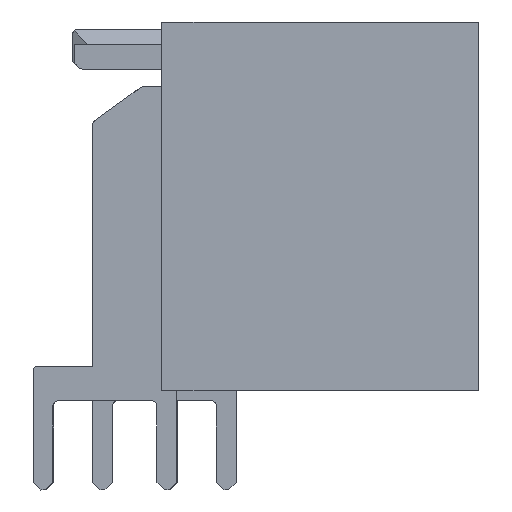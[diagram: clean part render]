
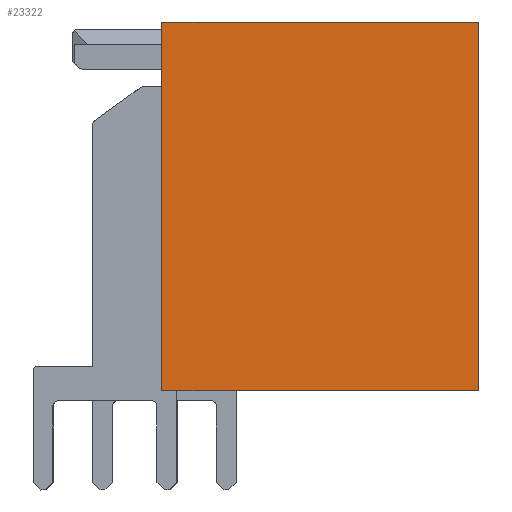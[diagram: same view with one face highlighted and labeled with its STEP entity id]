
A CAD part, left-side view. The second image highlights one B-rep face of the part: STEP entity #23322.
In plain terms, the highlighted face is planar.
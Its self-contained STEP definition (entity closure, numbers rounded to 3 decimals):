
#2644=ORIENTED_EDGE('',*,*,#6781,.F.);
#2645=ORIENTED_EDGE('',*,*,#6930,.F.);
#2646=ORIENTED_EDGE('',*,*,#6790,.F.);
#2647=ORIENTED_EDGE('',*,*,#6773,.F.);
#6773=EDGE_CURVE('',#8976,#8977,#10919,.T.);
#6781=EDGE_CURVE('',#8982,#8976,#10927,.T.);
#6790=EDGE_CURVE('',#8977,#8987,#10936,.T.);
#6930=EDGE_CURVE('',#8987,#8982,#11076,.T.);
#8976=VERTEX_POINT('',#32008);
#8977=VERTEX_POINT('',#32010);
#8982=VERTEX_POINT('',#32024);
#8987=VERTEX_POINT('',#32045);
#10919=LINE('',#32009,#13310);
#10927=LINE('',#32025,#13318);
#10936=LINE('',#32044,#13327);
#11076=LINE('',#32288,#13467);
#13310=VECTOR('',#26992,1000.);
#13318=VECTOR('',#27004,1000.);
#13327=VECTOR('',#27025,1000.);
#13467=VECTOR('',#27307,1000.);
#14828=EDGE_LOOP('',(#2644,#2645,#2646,#2647));
#15724=FACE_BOUND('',#14828,.T.);
#16585=PLANE('',#24235);
#23322=ADVANCED_FACE('',(#15724),#16585,.F.);
#24235=AXIS2_PLACEMENT_3D('',#32287,#27305,#27306);
#26992=DIRECTION('',(0.,0.,1.));
#27004=DIRECTION('',(-1.,0.,0.));
#27025=DIRECTION('',(1.,0.,0.));
#27305=DIRECTION('',(0.,1.,0.));
#27306=DIRECTION('',(1.,0.,0.));
#27307=DIRECTION('',(0.,0.,-1.));
#32008=CARTESIAN_POINT('',(-4.604,0.,-9.247));
#32009=CARTESIAN_POINT('',(-4.604,0.,-9.247));
#32010=CARTESIAN_POINT('',(-4.604,0.001,5.653));
#32024=CARTESIAN_POINT('',(8.196,-0.002,-9.247));
#32025=CARTESIAN_POINT('',(8.196,-0.002,-9.247));
#32044=CARTESIAN_POINT('',(-4.604,0.001,5.653));
#32045=CARTESIAN_POINT('',(8.196,0.,5.653));
#32287=CARTESIAN_POINT('',(1.796,0.,-1.797));
#32288=CARTESIAN_POINT('',(8.196,0.,5.653));
